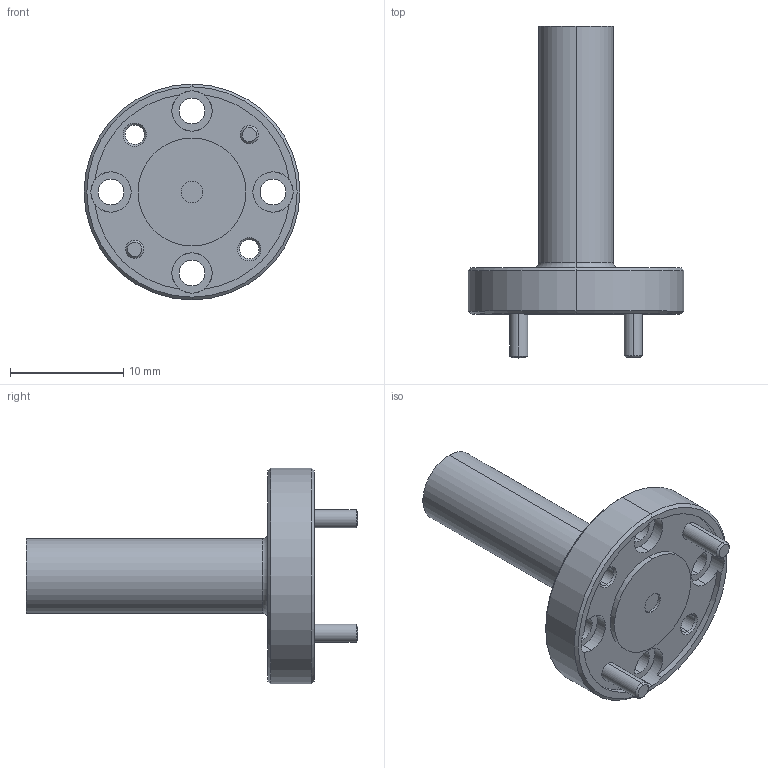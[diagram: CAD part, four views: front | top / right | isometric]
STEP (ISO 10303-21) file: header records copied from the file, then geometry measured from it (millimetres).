
FILE_DESCRIPTION (( 'STEP AP203' ), '1' );
FILE_NAME ('DMAX-075-101-CATR1.STEP', '2025-09-26T00:56:42', ( '' ), ( '' ), 'SwSTEP 2.0', 'SolidWorks 2021', '' );
FILE_SCHEMA (( 'CONFIG_CONTROL_DESIGN' ));
Length unit declared in the file: inch
Products named in the file (1): DMAX-075-101-CATR1
Bounding box: 19.05 x 29.27 x 19.05 mm (x, y, z)
Volume: 1708.1 mm3; surface area: 1431.9 mm2
Topology: 1 solids, 1 shells, 67 faces, 158 edges, 100 vertices
Faces by surface type: cylinder 38, cone 14, plane 13, torus 2
Entity records: 2069 total; most frequent: DIRECTION 396, CARTESIAN_POINT 326, ORIENTED_EDGE 316, AXIS2_PLACEMENT_3D 170, EDGE_CURVE 158, CIRCLE 102, VERTEX_POINT 100, EDGE_LOOP 86
